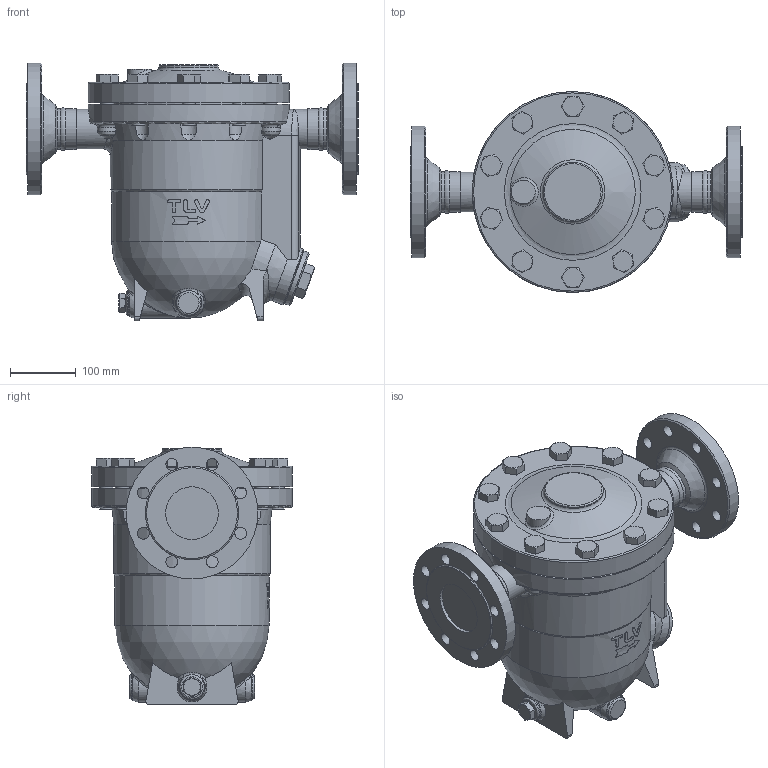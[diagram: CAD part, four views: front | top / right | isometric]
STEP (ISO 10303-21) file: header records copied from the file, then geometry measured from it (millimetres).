
FILE_DESCRIPTION(/* description */ (''),/* implementation_level */ '2;1');
FILE_NAME(/* name */ 'j75rx-080-e0040-00.stp',/* time_stamp */ '2019-05-31T16:41:13+09:00',/* author */ ('nakaot'),/* organization */ (''),/* preprocessor_version */ 'ST-DEVELOPER v15.6',/* originating_system */ 'Autodesk Inventor 2015',/* authorisation */ '');
FILE_SCHEMA (('AUTOMOTIVE_DESIGN { 1 0 10303 214 3 1 1 }'));
Length unit declared in the file: millimetre
Products named in the file (1): j75rx-080-e0040-00
Bounding box: 504 x 305 x 391 mm (x, y, z)
Volume: 19679963.8 mm3; surface area: 737162.6 mm2
Topology: 1 solids, 1 shells, 441 faces, 1118 edges, 694 vertices
Faces by surface type: plane 159, cone 101, cylinder 96, bspline 59, torus 24, sphere 2
Full cylindrical faces by diameter (mm): 18 x16, 20 x16, 21 x1, 23 x10, 60 x2, 62 x4, 80 x2, 83 x1, 85 x1, 90 x2, 138 x2, 200 x2, 235 x1, 305 x2
Entity records: 19943 total; most frequent: CARTESIAN_POINT 10707, ORIENTED_EDGE 1946, DIRECTION 1740, EDGE_CURVE 973, AXIS2_PLACEMENT_3D 752, VERTEX_POINT 653, EDGE_LOOP 612, FACE_OUTER_BOUND 441
